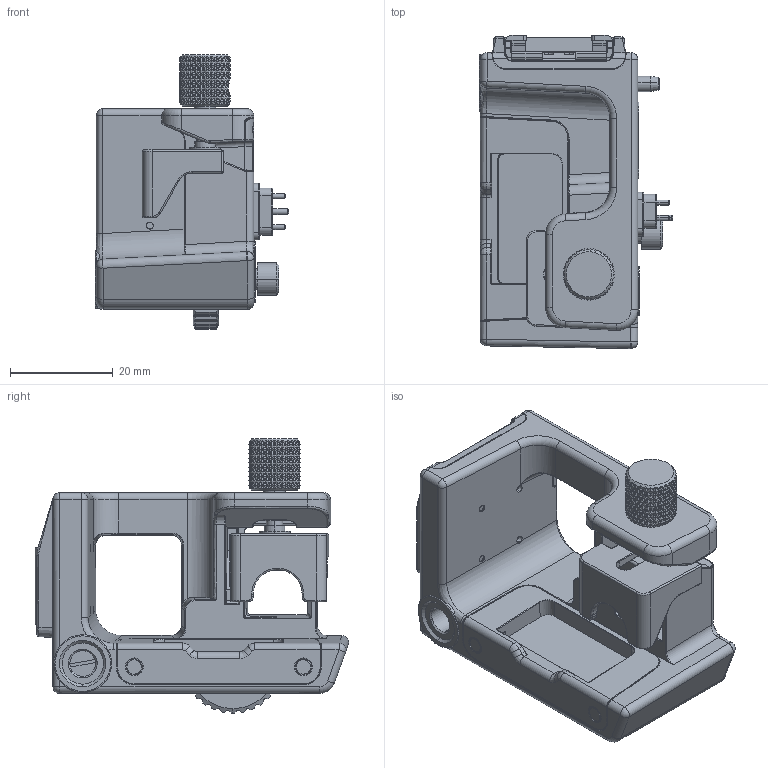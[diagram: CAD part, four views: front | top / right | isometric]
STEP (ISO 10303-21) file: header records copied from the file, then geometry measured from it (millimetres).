
FILE_DESCRIPTION (( 'STEP AP214' ), '1' );
FILE_NAME ('SIGMA_HU-11_ver2.STEP', '2019-10-01T02:51:38', ( '' ), ( '' ), 'SwSTEP 2.0', 'SolidWorks 2017', '' );
FILE_SCHEMA (( 'AUTOMOTIVE_DESIGN' ));
Length unit declared in the file: millimetre
Products named in the file (1): SIGMA_HU-11_ver2
Bounding box: 37.6 x 60.88 x 53.35 mm (x, y, z)
Volume: 31969.9 mm3; surface area: 16717.9 mm2
Topology: 1 solids, 13 shells, 3140 faces, 6908 edges, 3819 vertices
Faces by surface type: bspline 1518, plane 742, cylinder 615, torus 130, cone 101, sphere 34
Entity records: 141948 total; most frequent: CARTESIAN_POINT 85018, ORIENTED_EDGE 13770, DIRECTION 8145, EDGE_CURVE 6885, VERTEX_POINT 3815, EDGE_LOOP 3220, ADVANCED_FACE 3140, FACE_OUTER_BOUND 3140
